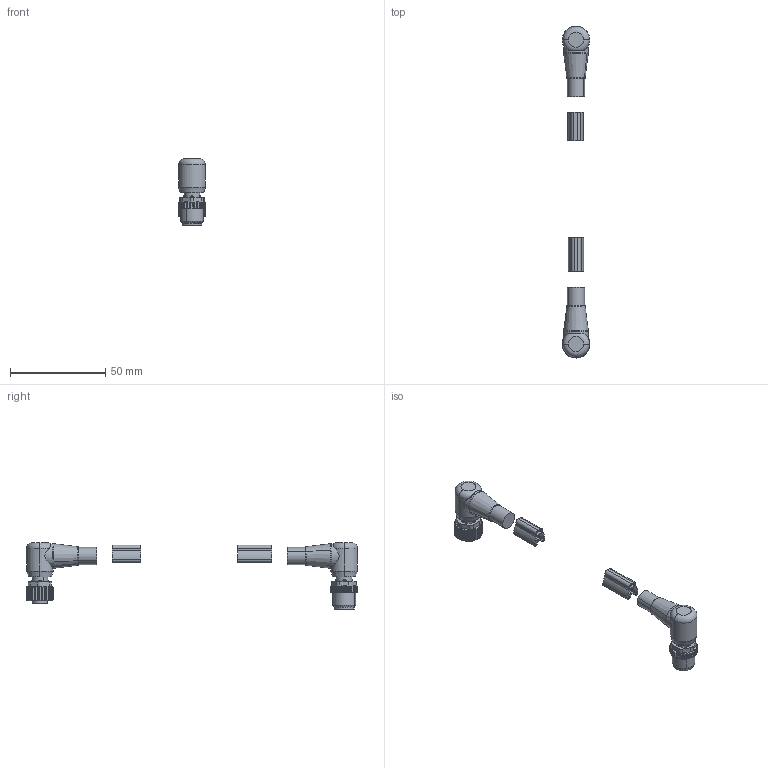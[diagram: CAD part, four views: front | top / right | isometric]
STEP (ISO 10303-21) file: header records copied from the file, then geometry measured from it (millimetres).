
FILE_DESCRIPTION(('CATIA V5 STEP Exchange','CAx-IF Rec.Pracs.--- Model Styling and Organization---1.4--- 2014-01-23'),'2;1');
FILE_NAME ('034399-2_0', '2023-02-09T06:47:29+00:00', ('none'), ('Weidmueller'), 'CATIA Version 5-6 Release 2016 SP3 HF44', 'CATIA V5 STEP AP214', 'none');
FILE_SCHEMA(('AUTOMOTIVE_DESIGN { 1 0 10303 214 1 1 1 1 }'));
Length unit declared in the file: millimetre
Products named in the file (1): 9457650500
Bounding box: 14.6 x 174.56 x 35 mm (x, y, z)
Volume: 13239.8 mm3; surface area: 11639.1 mm2
Topology: 25 solids, 25 shells, 1245 faces, 3109 edges, 1949 vertices
Faces by surface type: plane 490, cylinder 399, cone 176, torus 134, bspline 30, sphere 12, revolution 4
Entity records: 36967 total; most frequent: CARTESIAN_POINT 10513, ORIENTED_EDGE 6154, DIRECTION 4042, EDGE_CURVE 3077, AXIS2_PLACEMENT_3D 1976, VERTEX_POINT 1949, EDGE_LOOP 1354, ADVANCED_FACE 1245
